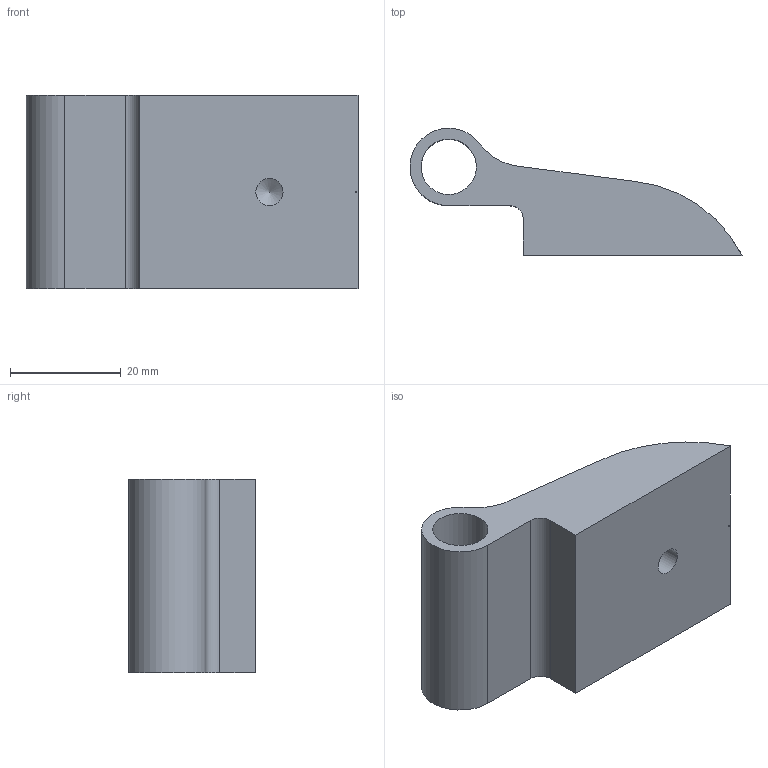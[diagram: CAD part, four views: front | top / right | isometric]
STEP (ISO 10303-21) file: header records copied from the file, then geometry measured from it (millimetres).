
FILE_DESCRIPTION(/* description */ ('SEMICERNIERA MOBILE C.2348 ALL.ANOD.ARG.'),/* implementation_level */ '2;1');
FILE_NAME(/* name */ 'CCRAA0000023.stp',/* time_stamp */ '2018-11-08T17:59:59+01:00',/* author */ ('fzagni'),/* organization */ (''),/* preprocessor_version */ 'ST-DEVELOPER v16.1',/* originating_system */ 'Autodesk Inventor 2016',/* authorisation */ '');
FILE_SCHEMA (('AUTOMOTIVE_DESIGN { 1 0 10303 214 3 1 1 }'));
Length unit declared in the file: millimetre
Products named in the file (1): B3DTM0012026
Bounding box: 59.99 x 22.98 x 35 mm (x, y, z)
Volume: 21248.8 mm3; surface area: 7489.6 mm2
Topology: 1 solids, 1 shells, 14 faces, 37 edges, 25 vertices
Faces by surface type: cylinder 7, plane 6, cone 1
Full cylindrical faces by diameter (mm): 0.2 x1, 4.917 x1, 10 x1
Entity records: 466 total; most frequent: CARTESIAN_POINT 108, DIRECTION 72, ORIENTED_EDGE 60, EDGE_CURVE 30, AXIS2_PLACEMENT_3D 28, EDGE_LOOP 22, VERTEX_POINT 22, LINE 16
